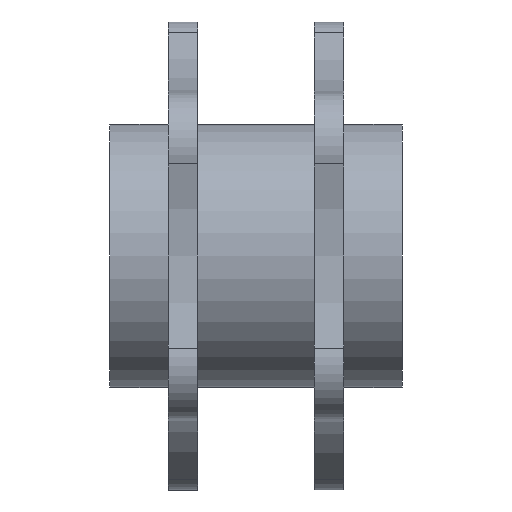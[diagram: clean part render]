
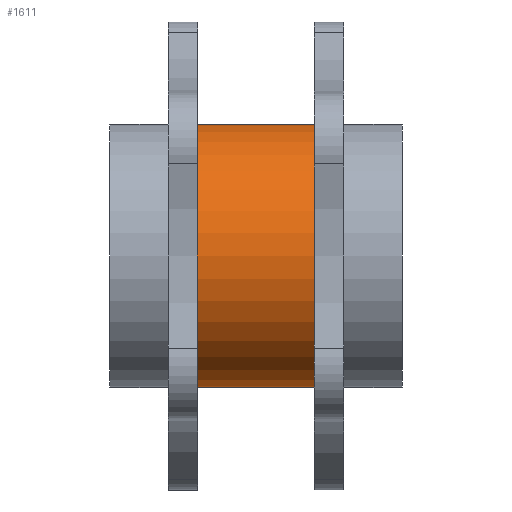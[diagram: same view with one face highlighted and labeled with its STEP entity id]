
A CAD part, left-side view. The second image highlights one B-rep face of the part: STEP entity #1611.
In plain terms, the highlighted cylindrical face has radius 31.5 mm (diameter 63 mm), a partial arc.
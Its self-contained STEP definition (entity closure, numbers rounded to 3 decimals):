
#89 = CARTESIAN_POINT ( 'NONE',  ( 0., 35., 31.5 ) ) ;
#230 = DIRECTION ( 'NONE',  ( 0., -1., 0. ) ) ;
#294 = AXIS2_PLACEMENT_3D ( 'NONE', #1925, #230, #1726 ) ;
#308 = VERTEX_POINT ( 'NONE', #902 ) ;
#351 = VECTOR ( 'NONE', #2079, 1000. ) ;
#408 = LINE ( 'NONE', #89, #351 ) ;
#439 = VECTOR ( 'NONE', #2769, 1000. ) ;
#566 = ORIENTED_EDGE ( 'NONE', *, *, #2176, .T. ) ;
#594 = VERTEX_POINT ( 'NONE', #1693 ) ;
#652 = CARTESIAN_POINT ( 'NONE',  ( 0., 14., 0. ) ) ;
#685 = DIRECTION ( 'NONE',  ( 0., 1., 0. ) ) ;
#902 = CARTESIAN_POINT ( 'NONE',  ( 0., 14., -31.5 ) ) ;
#1014 = ORIENTED_EDGE ( 'NONE', *, *, #1703, .F. ) ;
#1034 = VERTEX_POINT ( 'NONE', #2464 ) ;
#1121 = DIRECTION ( 'NONE',  ( 0., 0., 1. ) ) ;
#1300 = AXIS2_PLACEMENT_3D ( 'NONE', #652, #685, #1121 ) ;
#1364 = ORIENTED_EDGE ( 'NONE', *, *, #2705, .F. ) ;
#1418 = CARTESIAN_POINT ( 'NONE',  ( 0., 14., 31.5 ) ) ;
#1535 = AXIS2_PLACEMENT_3D ( 'NONE', #1877, #2337, #2743 ) ;
#1611 = ADVANCED_FACE ( 'NONE', ( #1679 ), #2549, .T. ) ;
#1679 = FACE_OUTER_BOUND ( 'NONE', #2191, .T. ) ;
#1693 = CARTESIAN_POINT ( 'NONE',  ( 0., -14., 31.5 ) ) ;
#1703 = EDGE_CURVE ( 'NONE', #594, #1034, #2625, .T. ) ;
#1726 = DIRECTION ( 'NONE',  ( 0., 0., -1. ) ) ;
#1877 = CARTESIAN_POINT ( 'NONE',  ( 0., 35., 0. ) ) ;
#1920 = CARTESIAN_POINT ( 'NONE',  ( 0., 35., -31.5 ) ) ;
#1925 = CARTESIAN_POINT ( 'NONE',  ( 0., -14., 0. ) ) ;
#1935 = LINE ( 'NONE', #1920, #439 ) ;
#1941 = CIRCLE ( 'NONE', #1300, 31.5 ) ;
#2079 = DIRECTION ( 'NONE',  ( 0., -1., 0. ) ) ;
#2108 = VERTEX_POINT ( 'NONE', #1418 ) ;
#2176 = EDGE_CURVE ( 'NONE', #308, #1034, #1935, .T. ) ;
#2191 = EDGE_LOOP ( 'NONE', ( #1364, #2303, #566, #1014 ) ) ;
#2303 = ORIENTED_EDGE ( 'NONE', *, *, #2820, .F. ) ;
#2337 = DIRECTION ( 'NONE',  ( 0., -1., 0. ) ) ;
#2464 = CARTESIAN_POINT ( 'NONE',  ( 0., -14., -31.5 ) ) ;
#2549 = CYLINDRICAL_SURFACE ( 'NONE', #1535, 31.5 ) ;
#2625 = CIRCLE ( 'NONE', #294, 31.5 ) ;
#2705 = EDGE_CURVE ( 'NONE', #2108, #594, #408, .T. ) ;
#2743 = DIRECTION ( 'NONE',  ( 0., 0., -1. ) ) ;
#2769 = DIRECTION ( 'NONE',  ( 0., -1., 0. ) ) ;
#2820 = EDGE_CURVE ( 'NONE', #308, #2108, #1941, .T. ) ;
